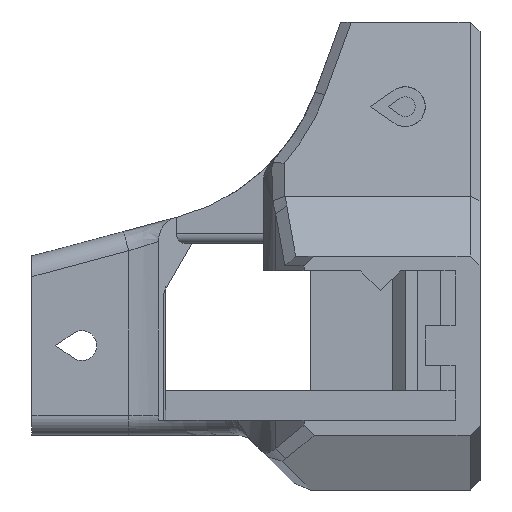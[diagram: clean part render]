
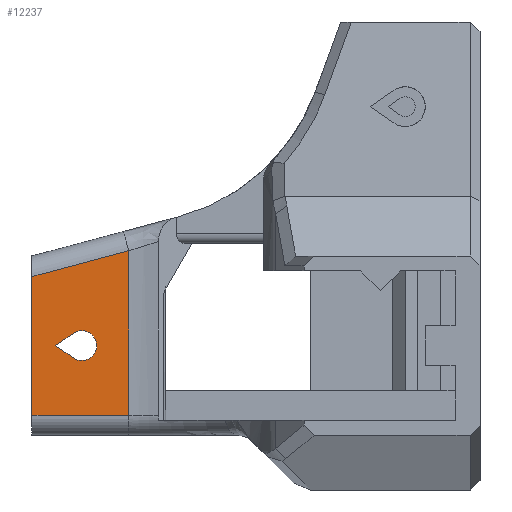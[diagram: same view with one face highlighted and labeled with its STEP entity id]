
A CAD part, left-side view. The second image highlights one B-rep face of the part: STEP entity #12237.
In plain terms, the highlighted planar face has unit normal (-1, 0, 0).
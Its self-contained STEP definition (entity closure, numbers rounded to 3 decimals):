
#311 = PLANE('',#312);
#312 = AXIS2_PLACEMENT_3D('',#313,#314,#315);
#313 = CARTESIAN_POINT('',(-75.,90.,-18.));
#314 = DIRECTION('',(0.,1.,0.));
#315 = DIRECTION('',(0.,0.,1.));
#3023 = CYLINDRICAL_SURFACE('',#3024,4.);
#3024 = AXIS2_PLACEMENT_3D('',#3025,#3026,#3027);
#3025 = CARTESIAN_POINT('',(-14.,88.965,14.136));
#3026 = DIRECTION('',(0.,-0.966,0.259));
#3027 = DIRECTION('',(-1.,0.,0.));
#3177 = VERTEX_POINT('',#3178);
#3178 = CARTESIAN_POINT('',(-18.,90.,-14.));
#3193 = CYLINDRICAL_SURFACE('',#3194,4.);
#3194 = AXIS2_PLACEMENT_3D('',#3195,#3196,#3197);
#3195 = CARTESIAN_POINT('',(-14.,90.,-14.));
#3196 = DIRECTION('',(0.,-1.,0.));
#3197 = DIRECTION('',(0.,0.,-1.));
#3205 = EDGE_CURVE('',#3206,#3177,#3208,.T.);
#3206 = VERTEX_POINT('',#3207);
#3207 = CARTESIAN_POINT('',(-18.,90.,13.859));
#3208 = SURFACE_CURVE('',#3209,(#3213,#3219),.PCURVE_S1.);
#3209 = LINE('',#3210,#3211);
#3210 = CARTESIAN_POINT('',(-18.,90.,-2518.));
#3211 = VECTOR('',#3212,1.);
#3212 = DIRECTION('',(0.,0.,-1.));
#3213 = PCURVE('',#311,#3214);
#3214 = DEFINITIONAL_REPRESENTATION('',(#3215),#3218);
#3215 = B_SPLINE_CURVE_WITH_KNOTS('',1,(#3216,#3217),.UNSPECIFIED.,.F.,
  .F.,(2,2),(-2539.6,-2496.4),.PIECEWISE_BEZIER_KNOTS.);
#3216 = CARTESIAN_POINT('',(39.6,57.));
#3217 = CARTESIAN_POINT('',(-3.6,57.));
#3218 = ( GEOMETRIC_REPRESENTATION_CONTEXT(2) 
PARAMETRIC_REPRESENTATION_CONTEXT() REPRESENTATION_CONTEXT('2D SPACE',''
  ) );
#3219 = PCURVE('',#3220,#3225);
#3220 = PLANE('',#3221);
#3221 = AXIS2_PLACEMENT_3D('',#3222,#3223,#3224);
#3222 = CARTESIAN_POINT('',(-18.,103.528,-5018.));
#3223 = DIRECTION('',(1.,0.,0.));
#3224 = DIRECTION('',(0.,-1.,0.));
#3225 = DEFINITIONAL_REPRESENTATION('',(#3226),#3229);
#3226 = B_SPLINE_CURVE_WITH_KNOTS('',1,(#3227,#3228),.UNSPECIFIED.,.F.,
  .F.,(2,2),(-2539.6,-2496.4),.PIECEWISE_BEZIER_KNOTS.);
#3227 = CARTESIAN_POINT('',(13.528,-5039.6));
#3228 = CARTESIAN_POINT('',(13.528,-4996.4));
#3229 = ( GEOMETRIC_REPRESENTATION_CONTEXT(2) 
PARAMETRIC_REPRESENTATION_CONTEXT() REPRESENTATION_CONTEXT('2D SPACE',''
  ) );
#4429 = CYLINDRICAL_SURFACE('',#4430,30.);
#4430 = AXIS2_PLACEMENT_3D('',#4431,#4432,#4433);
#4431 = CARTESIAN_POINT('',(-48.,70.579,-5018.));
#4432 = DIRECTION('',(0.,0.,-1.));
#4433 = DIRECTION('',(1.,0.,0.));
#4547 = PLANE('',#4548);
#4548 = AXIS2_PLACEMENT_3D('',#4549,#4550,#4551);
#4549 = CARTESIAN_POINT('',(-19.,85.23,0.));
#4550 = DIRECTION('',(0.,0.574,-0.819)
  );
#4551 = DIRECTION('',(0.,-0.819,-0.574
    ));
#4579 = CYLINDRICAL_SURFACE('',#4580,3.);
#4580 = AXIS2_PLACEMENT_3D('',#4581,#4582,#4583);
#4581 = CARTESIAN_POINT('',(-19.,80.,0.));
#4582 = DIRECTION('',(-1.,-0.,0.));
#4583 = DIRECTION('',(0.,0.,-1.));
#4606 = PLANE('',#4607);
#4607 = AXIS2_PLACEMENT_3D('',#4608,#4609,#4610);
#4608 = CARTESIAN_POINT('',(-19.,81.721,2.457));
#4609 = DIRECTION('',(0.,0.574,0.819)
  );
#4610 = DIRECTION('',(0.,0.819,-0.574)
  );
#11272 = VERTEX_POINT('',#11273);
#11273 = CARTESIAN_POINT('',(-18.,70.579,19.063));
#11317 = EDGE_CURVE('',#3206,#11272,#11318,.T.);
#11318 = SURFACE_CURVE('',#11319,(#11323,#11330),.PCURVE_S1.);
#11319 = LINE('',#11320,#11321);
#11320 = CARTESIAN_POINT('',(-18.,88.965,14.136));
#11321 = VECTOR('',#11322,1.);
#11322 = DIRECTION('',(0.,-0.966,0.259));
#11323 = PCURVE('',#3023,#11324);
#11324 = DEFINITIONAL_REPRESENTATION('',(#11325),#11329);
#11325 = LINE('',#11326,#11327);
#11326 = CARTESIAN_POINT('',(-0.,0.));
#11327 = VECTOR('',#11328,1.);
#11328 = DIRECTION('',(-0.,1.));
#11329 = ( GEOMETRIC_REPRESENTATION_CONTEXT(2) 
PARAMETRIC_REPRESENTATION_CONTEXT() REPRESENTATION_CONTEXT('2D SPACE',''
  ) );
#11330 = PCURVE('',#3220,#11331);
#11331 = DEFINITIONAL_REPRESENTATION('',(#11332),#11336);
#11332 = LINE('',#11333,#11334);
#11333 = CARTESIAN_POINT('',(14.563,-5032.136));
#11334 = VECTOR('',#11335,1.);
#11335 = DIRECTION('',(0.966,-0.259));
#11336 = ( GEOMETRIC_REPRESENTATION_CONTEXT(2) 
PARAMETRIC_REPRESENTATION_CONTEXT() REPRESENTATION_CONTEXT('2D SPACE',''
  ) );
#12237 = ADVANCED_FACE('',(#12238,#12286),#3220,.F.);
#12238 = FACE_BOUND('',#12239,.F.);
#12239 = EDGE_LOOP('',(#12240,#12263,#12284,#12285));
#12240 = ORIENTED_EDGE('',*,*,#12241,.F.);
#12241 = EDGE_CURVE('',#12242,#11272,#12244,.T.);
#12242 = VERTEX_POINT('',#12243);
#12243 = CARTESIAN_POINT('',(-18.,70.579,-14.));
#12244 = SURFACE_CURVE('',#12245,(#12249,#12256),.PCURVE_S1.);
#12245 = LINE('',#12246,#12247);
#12246 = CARTESIAN_POINT('',(-18.,70.579,-5018.));
#12247 = VECTOR('',#12248,1.);
#12248 = DIRECTION('',(0.,0.,1.));
#12249 = PCURVE('',#3220,#12250);
#12250 = DEFINITIONAL_REPRESENTATION('',(#12251),#12255);
#12251 = LINE('',#12252,#12253);
#12252 = CARTESIAN_POINT('',(32.949,0.));
#12253 = VECTOR('',#12254,1.);
#12254 = DIRECTION('',(0.,-1.));
#12255 = ( GEOMETRIC_REPRESENTATION_CONTEXT(2) 
PARAMETRIC_REPRESENTATION_CONTEXT() REPRESENTATION_CONTEXT('2D SPACE',''
  ) );
#12256 = PCURVE('',#4429,#12257);
#12257 = DEFINITIONAL_REPRESENTATION('',(#12258),#12262);
#12258 = LINE('',#12259,#12260);
#12259 = CARTESIAN_POINT('',(0.,0.));
#12260 = VECTOR('',#12261,1.);
#12261 = DIRECTION('',(0.,-1.));
#12262 = ( GEOMETRIC_REPRESENTATION_CONTEXT(2) 
PARAMETRIC_REPRESENTATION_CONTEXT() REPRESENTATION_CONTEXT('2D SPACE',''
  ) );
#12263 = ORIENTED_EDGE('',*,*,#12264,.F.);
#12264 = EDGE_CURVE('',#3177,#12242,#12265,.T.);
#12265 = SURFACE_CURVE('',#12266,(#12270,#12277),.PCURVE_S1.);
#12266 = LINE('',#12267,#12268);
#12267 = CARTESIAN_POINT('',(-18.,90.,-14.));
#12268 = VECTOR('',#12269,1.);
#12269 = DIRECTION('',(0.,-1.,0.));
#12270 = PCURVE('',#3220,#12271);
#12271 = DEFINITIONAL_REPRESENTATION('',(#12272),#12276);
#12272 = LINE('',#12273,#12274);
#12273 = CARTESIAN_POINT('',(13.528,-5004.));
#12274 = VECTOR('',#12275,1.);
#12275 = DIRECTION('',(1.,0.));
#12276 = ( GEOMETRIC_REPRESENTATION_CONTEXT(2) 
PARAMETRIC_REPRESENTATION_CONTEXT() REPRESENTATION_CONTEXT('2D SPACE',''
  ) );
#12277 = PCURVE('',#3193,#12278);
#12278 = DEFINITIONAL_REPRESENTATION('',(#12279),#12283);
#12279 = LINE('',#12280,#12281);
#12280 = CARTESIAN_POINT('',(-1.571,0.));
#12281 = VECTOR('',#12282,1.);
#12282 = DIRECTION('',(-0.,1.));
#12283 = ( GEOMETRIC_REPRESENTATION_CONTEXT(2) 
PARAMETRIC_REPRESENTATION_CONTEXT() REPRESENTATION_CONTEXT('2D SPACE',''
  ) );
#12284 = ORIENTED_EDGE('',*,*,#3205,.F.);
#12285 = ORIENTED_EDGE('',*,*,#11317,.T.);
#12286 = FACE_BOUND('',#12287,.F.);
#12287 = EDGE_LOOP('',(#12288,#12311,#12339));
#12288 = ORIENTED_EDGE('',*,*,#12289,.F.);
#12289 = EDGE_CURVE('',#12290,#12292,#12294,.T.);
#12290 = VERTEX_POINT('',#12291);
#12291 = CARTESIAN_POINT('',(-18.,81.721,-2.457));
#12292 = VERTEX_POINT('',#12293);
#12293 = CARTESIAN_POINT('',(-18.,85.23,0.));
#12294 = SURFACE_CURVE('',#12295,(#12299,#12305),.PCURVE_S1.);
#12295 = LINE('',#12296,#12297);
#12296 = CARTESIAN_POINT('',(-18.,-1087.475,-821.137));
#12297 = VECTOR('',#12298,1.);
#12298 = DIRECTION('',(0.,0.819,0.574));
#12299 = PCURVE('',#3220,#12300);
#12300 = DEFINITIONAL_REPRESENTATION('',(#12301),#12304);
#12301 = B_SPLINE_CURVE_WITH_KNOTS('',1,(#12302,#12303),.UNSPECIFIED.,
  .F.,.F.,(2,2),(1426.896,1432.037),
  .PIECEWISE_BEZIER_KNOTS.);
#12302 = CARTESIAN_POINT('',(22.158,-5015.297));
#12303 = CARTESIAN_POINT('',(17.947,-5018.246));
#12304 = ( GEOMETRIC_REPRESENTATION_CONTEXT(2) 
PARAMETRIC_REPRESENTATION_CONTEXT() REPRESENTATION_CONTEXT('2D SPACE',''
  ) );
#12305 = PCURVE('',#4547,#12306);
#12306 = DEFINITIONAL_REPRESENTATION('',(#12307),#12310);
#12307 = B_SPLINE_CURVE_WITH_KNOTS('',1,(#12308,#12309),.UNSPECIFIED.,
  .F.,.F.,(2,2),(1426.896,1432.037),
  .PIECEWISE_BEZIER_KNOTS.);
#12308 = CARTESIAN_POINT('',(4.713,-1.));
#12309 = CARTESIAN_POINT('',(-0.428,-1.));
#12310 = ( GEOMETRIC_REPRESENTATION_CONTEXT(2) 
PARAMETRIC_REPRESENTATION_CONTEXT() REPRESENTATION_CONTEXT('2D SPACE',''
  ) );
#12311 = ORIENTED_EDGE('',*,*,#12312,.T.);
#12312 = EDGE_CURVE('',#12290,#12313,#12315,.T.);
#12313 = VERTEX_POINT('',#12314);
#12314 = CARTESIAN_POINT('',(-18.,81.721,2.457));
#12315 = SURFACE_CURVE('',#12316,(#12321,#12332),.PCURVE_S1.);
#12316 = CIRCLE('',#12317,3.);
#12317 = AXIS2_PLACEMENT_3D('',#12318,#12319,#12320);
#12318 = CARTESIAN_POINT('',(-18.,80.,0.));
#12319 = DIRECTION('',(-1.,-0.,0.));
#12320 = DIRECTION('',(0.,0.,-1.));
#12321 = PCURVE('',#3220,#12322);
#12322 = DEFINITIONAL_REPRESENTATION('',(#12323),#12331);
#12323 = ( BOUNDED_CURVE() B_SPLINE_CURVE(2,(#12324,#12325,#12326,#12327
    ,#12328,#12329,#12330),.UNSPECIFIED.,.T.,.F.) 
B_SPLINE_CURVE_WITH_KNOTS((1,2,2,2,2,1),(-2.094,0.,
    2.094,4.189,6.283,8.378),
.UNSPECIFIED.) CURVE() GEOMETRIC_REPRESENTATION_ITEM() 
RATIONAL_B_SPLINE_CURVE((1.,0.5,1.,0.5,1.,0.5,1.)) REPRESENTATION_ITEM(
  '') );
#12324 = CARTESIAN_POINT('',(23.528,-5015.));
#12325 = CARTESIAN_POINT('',(28.724,-5015.));
#12326 = CARTESIAN_POINT('',(26.126,-5019.5));
#12327 = CARTESIAN_POINT('',(23.528,-5024.));
#12328 = CARTESIAN_POINT('',(20.93,-5019.5));
#12329 = CARTESIAN_POINT('',(18.332,-5015.));
#12330 = CARTESIAN_POINT('',(23.528,-5015.));
#12331 = ( GEOMETRIC_REPRESENTATION_CONTEXT(2) 
PARAMETRIC_REPRESENTATION_CONTEXT() REPRESENTATION_CONTEXT('2D SPACE',''
  ) );
#12332 = PCURVE('',#4579,#12333);
#12333 = DEFINITIONAL_REPRESENTATION('',(#12334),#12338);
#12334 = LINE('',#12335,#12336);
#12335 = CARTESIAN_POINT('',(-12.566,-1.));
#12336 = VECTOR('',#12337,1.);
#12337 = DIRECTION('',(1.,-0.));
#12338 = ( GEOMETRIC_REPRESENTATION_CONTEXT(2) 
PARAMETRIC_REPRESENTATION_CONTEXT() REPRESENTATION_CONTEXT('2D SPACE',''
  ) );
#12339 = ORIENTED_EDGE('',*,*,#12340,.F.);
#12340 = EDGE_CURVE('',#12292,#12313,#12341,.T.);
#12341 = SURFACE_CURVE('',#12342,(#12346,#12352),.PCURVE_S1.);
#12342 = LINE('',#12343,#12344);
#12343 = CARTESIAN_POINT('',(-18.,1268.459,-828.506));
#12344 = VECTOR('',#12345,1.);
#12345 = DIRECTION('',(0.,-0.819,0.574));
#12346 = PCURVE('',#3220,#12347);
#12347 = DEFINITIONAL_REPRESENTATION('',(#12348),#12351);
#12348 = B_SPLINE_CURVE_WITH_KNOTS('',1,(#12349,#12350),.UNSPECIFIED.,
  .F.,.F.,(2,2),(1444.027,1449.168),
  .PIECEWISE_BEZIER_KNOTS.);
#12349 = CARTESIAN_POINT('',(17.947,-5017.754));
#12350 = CARTESIAN_POINT('',(22.158,-5020.703));
#12351 = ( GEOMETRIC_REPRESENTATION_CONTEXT(2) 
PARAMETRIC_REPRESENTATION_CONTEXT() REPRESENTATION_CONTEXT('2D SPACE',''
  ) );
#12352 = PCURVE('',#4606,#12353);
#12353 = DEFINITIONAL_REPRESENTATION('',(#12354),#12357);
#12354 = B_SPLINE_CURVE_WITH_KNOTS('',1,(#12355,#12356),.UNSPECIFIED.,
  .F.,.F.,(2,2),(1444.027,1449.168),
  .PIECEWISE_BEZIER_KNOTS.);
#12355 = CARTESIAN_POINT('',(4.713,-1.));
#12356 = CARTESIAN_POINT('',(-0.428,-1.));
#12357 = ( GEOMETRIC_REPRESENTATION_CONTEXT(2) 
PARAMETRIC_REPRESENTATION_CONTEXT() REPRESENTATION_CONTEXT('2D SPACE',''
  ) );
